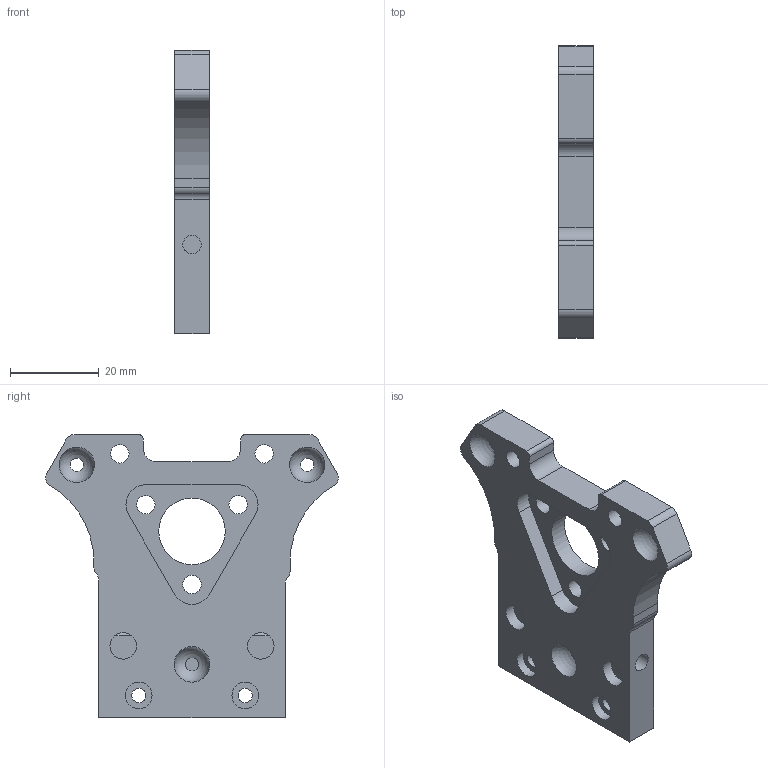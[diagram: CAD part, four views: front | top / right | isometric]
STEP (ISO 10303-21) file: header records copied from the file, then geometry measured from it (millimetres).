
FILE_DESCRIPTION(/* description */ (''),/* implementation_level */ '2;1');
FILE_NAME(/* name */ 'Jubilee LGX afterburner Toolplate.stp',/* time_stamp */ '2022-06-25T23:26:23+02:00',/* author */ ('Maarten'),/* organization */ (''),/* preprocessor_version */ 'ST-DEVELOPER v19',/* originating_system */ 'Autodesk Inventor 2023',/* authorisation */ '');
FILE_SCHEMA (('AUTOMOTIVE_DESIGN { 1 0 10303 214 3 1 1 }'));
Length unit declared in the file: millimetre
Products named in the file (1): Motor Plate-49^Motor Plate_VORON Clockwork_X Carriage.0006
Bounding box: 7.7 x 66 x 63.8 mm (x, y, z)
Volume: 18193.7 mm3; surface area: 8924.1 mm2
Topology: 1 solids, 1 shells, 72 faces, 181 edges, 120 vertices
Faces by surface type: cylinder 37, plane 30, sphere 3, cone 2
Full cylindrical faces by diameter (mm): 3 x5, 3.2 x2, 4.15 x7, 5.65 x1, 6 x4, 15 x1
Entity records: 2318 total; most frequent: DIRECTION 412, CARTESIAN_POINT 400, ORIENTED_EDGE 362, EDGE_CURVE 181, AXIS2_PLACEMENT_3D 160, VERTEX_POINT 120, EDGE_LOOP 105, LINE 92
